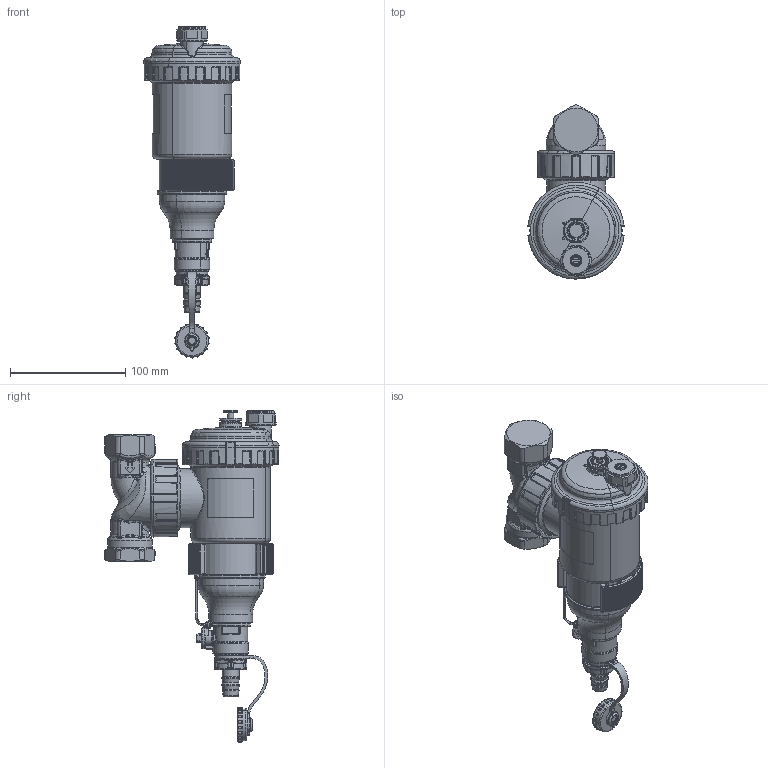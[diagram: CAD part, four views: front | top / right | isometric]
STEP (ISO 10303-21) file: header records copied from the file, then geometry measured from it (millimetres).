
FILE_DESCRIPTION(('CATIA V5 STEP Exchange','CAx-IF Rec.Pracs.--- Model Styling and Organization---1.5--- 2016-08-15','CAx-IF Rec.Pracs.---Supplemental Geometry---1.0---2011-11-01','CAx-IF Rec.Pracs.--- Composite Materials ---3.4---2017-06-13','CAx-IF Rec.Pracs.---Tessellated 3D Geometry---1.0---2015-12-17'),'2;1');
FILE_NAME('STEP_545706_-_TST.stp','2024-03-26T17:50:03+00:00',('none'),('none'),'CATIA Version 5-6 Release 2020 SP5','CATIA V5 STEP AP242 v2','none');
FILE_SCHEMA(('AP242_MANAGED_MODEL_BASED_3D_ENGINEERING_MIM_LF {1 0 10303 442 1 1 4}'));
Products named in the file (1): 545706 - TST
Bounding box: 83.57 x 151.24 x 288.38 mm (x, y, z)
Volume: 846125.8 mm3; surface area: 104768.4 mm2
Topology: 5 solids, 16 shells, 4098 faces, 10032 edges, 5838 vertices
Faces by surface type: bspline 1263, cylinder 1056, plane 726, torus 629, cone 281, sphere 106, revolution 37
Entity records: 191185 total; most frequent: CARTESIAN_POINT 113310, ORIENTED_EDGE 19748, EDGE_CURVE 9874, DIRECTION 9360, VERTEX_POINT 5838, AXIS2_PLACEMENT_3D 5319, B_SPLINE_CURVE_WITH_KNOTS 4628, EDGE_LOOP 4174
